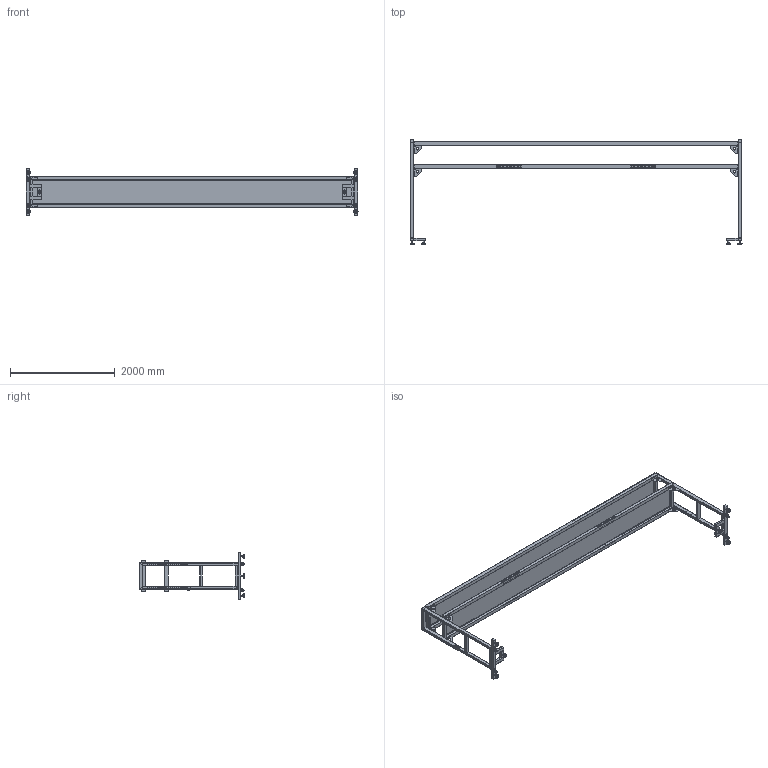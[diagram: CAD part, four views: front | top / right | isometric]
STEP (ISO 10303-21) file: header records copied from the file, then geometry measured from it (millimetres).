
FILE_DESCRIPTION (( 'STEP AP214' ), '1' );
FILE_NAME ('516222.STEP', '2024-03-27T09:38:55', ( '' ), ( '' ), 'SwSTEP 2.0', 'SolidWorks 2020', '' );
FILE_SCHEMA (( 'AUTOMOTIVE_DESIGN' ));
Length unit declared in the file: millimetre
Products named in the file (1): 516222
Bounding box: 6349.93 x 2001 x 900 mm (x, y, z)
Volume: 41344320.5 mm3; surface area: 32373558.1 mm2
Topology: 55 solids, 55 shells, 2569 faces, 6628 edges, 4328 vertices
Faces by surface type: plane 1441, cylinder 1052, torus 48, bspline 16, cone 12
Entity records: 108714 total; most frequent: CARTESIAN_POINT 14326, DIRECTION 13828, ORIENTED_EDGE 13256, EDGE_CURVE 6628, AXIS2_PLACEMENT_3D 4710, LINE 4408, VECTOR 4408, VERTEX_POINT 4328
